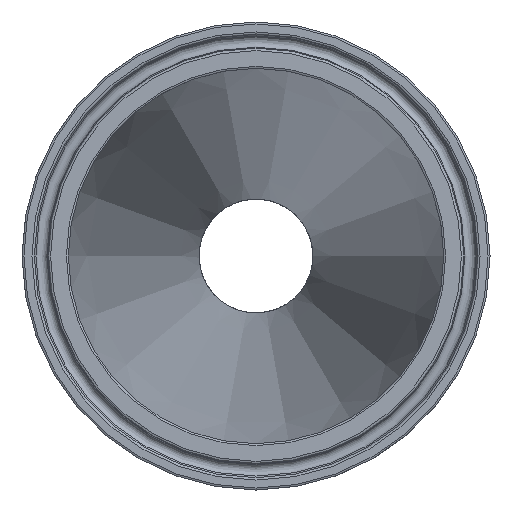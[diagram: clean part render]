
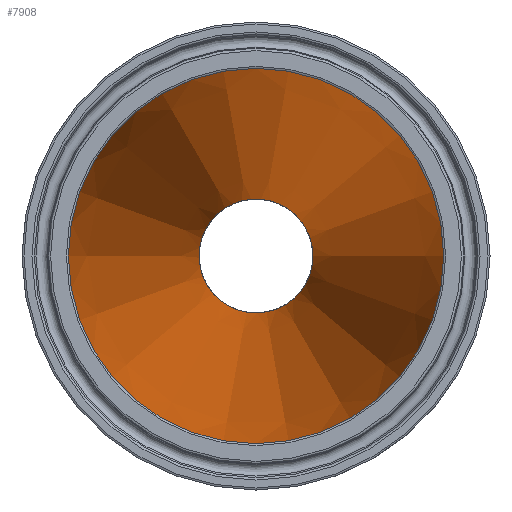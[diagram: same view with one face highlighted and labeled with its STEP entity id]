
A CAD part, left-side view. The second image highlights one B-rep face of the part: STEP entity #7908.
In plain terms, the highlighted conical face has half-angle 7.125 degrees and reference radius 30.099 mm.
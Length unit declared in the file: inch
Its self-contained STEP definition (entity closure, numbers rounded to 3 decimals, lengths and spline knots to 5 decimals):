
#157=FACE_BOUND('',#1492,.T.);
#972=FACE_OUTER_BOUND('',#1491,.T.);
#1491=EDGE_LOOP('',(#7351));
#1492=EDGE_LOOP('',(#7352));
#3140=CIRCLE('',#8404,0.435);
#3141=CIRCLE('',#8406,1.435);
#3918=VERTEX_POINT('',#16965);
#3919=VERTEX_POINT('',#16968);
#5065=EDGE_CURVE('',#3918,#3918,#3140,.T.);
#5066=EDGE_CURVE('',#3919,#3919,#3141,.T.);
#7351=ORIENTED_EDGE('',*,*,#5065,.T.);
#7352=ORIENTED_EDGE('',*,*,#5066,.F.);
#7403=CONICAL_SURFACE('',#8405,1.185,7.125);
#7908=ADVANCED_FACE('',(#972,#157),#7403,.F.);
#8404=AXIS2_PLACEMENT_3D('',#16966,#9930,#9931);
#8405=AXIS2_PLACEMENT_3D('',#16967,#9932,#9933);
#8406=AXIS2_PLACEMENT_3D('',#16969,#9934,#9935);
#9930=DIRECTION('center_axis',(1.,0.,0.));
#9931=DIRECTION('ref_axis',(0.,0.789,0.615));
#9932=DIRECTION('center_axis',(-1.,0.,0.));
#9933=DIRECTION('ref_axis',(0.,-1.,0.));
#9934=DIRECTION('center_axis',(1.,0.,0.));
#9935=DIRECTION('ref_axis',(0.,-1.,0.));
#16965=CARTESIAN_POINT('',(8.,0.34307,0.26745));
#16966=CARTESIAN_POINT('Origin',(8.,0.,0.));
#16967=CARTESIAN_POINT('Origin',(2.,0.,0.));
#16968=CARTESIAN_POINT('',(0.,-1.435,0.));
#16969=CARTESIAN_POINT('Origin',(0.,0.,0.));
